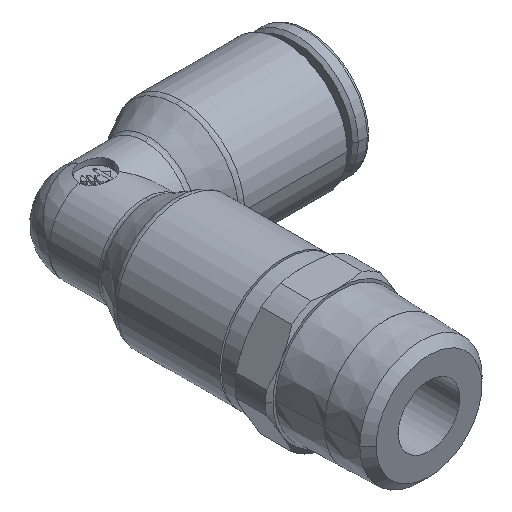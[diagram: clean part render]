
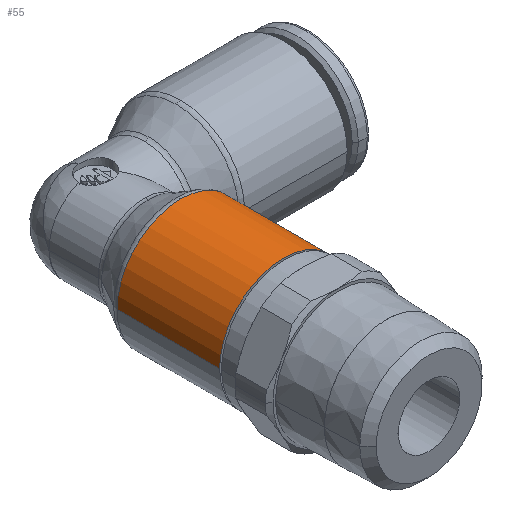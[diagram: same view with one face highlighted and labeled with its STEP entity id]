
A CAD part, isometric view. The second image highlights one B-rep face of the part: STEP entity #55.
In plain terms, the highlighted cylindrical face has radius 6.75 mm (diameter 13.5 mm), a partial arc.
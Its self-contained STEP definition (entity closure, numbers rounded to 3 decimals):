
#55=ADVANCED_FACE('',(#183),#184,.T.);
#183=FACE_OUTER_BOUND('',#433,.T.);
#184=CYLINDRICAL_SURFACE('',#434,6.75);
#433=EDGE_LOOP('',(#737,#738,#739,#740,#741));
#434=AXIS2_PLACEMENT_3D('',#742,#743,#744);
#737=ORIENTED_EDGE('',*,*,#1643,.F.);
#738=ORIENTED_EDGE('',*,*,#1644,.T.);
#739=ORIENTED_EDGE('',*,*,#1645,.T.);
#740=ORIENTED_EDGE('',*,*,#1646,.F.);
#741=ORIENTED_EDGE('',*,*,#1647,.F.);
#742=CARTESIAN_POINT('',(0.,11.32,0.003));
#743=DIRECTION('',(0.,-1.0,0.0));
#744=DIRECTION('',(1.0,0.,0.0));
#1643=EDGE_CURVE('',#1970,#1971,#1972,.T.);
#1644=EDGE_CURVE('',#1970,#1973,#1974,.T.);
#1645=EDGE_CURVE('',#1973,#1975,#1976,.T.);
#1646=EDGE_CURVE('',#1977,#1975,#1978,.T.);
#1647=EDGE_CURVE('',#1971,#1977,#1979,.T.);
#1970=VERTEX_POINT('',#2460);
#1971=VERTEX_POINT('',#2461);
#1972=LINE('',#2462,#2463);
#1973=VERTEX_POINT('',#2464);
#1974=CIRCLE('',#2465,6.75);
#1975=VERTEX_POINT('',#2466);
#1976=CIRCLE('',#2467,6.75);
#1977=VERTEX_POINT('',#2468);
#1978=LINE('',#2469,#2470);
#1979=CIRCLE('',#2471,6.75);
#2460=CARTESIAN_POINT('',(6.75,16.745,0.003));
#2461=CARTESIAN_POINT('',(6.75,5.895,0.003));
#2462=CARTESIAN_POINT('',(6.75,11.32,0.003));
#2463=VECTOR('',#3857,1.0);
#2464=CARTESIAN_POINT('',(0.,16.745,6.753));
#2465=AXIS2_PLACEMENT_3D('',#3858,#3859,#3860);
#2466=CARTESIAN_POINT('',(-6.75,16.745,0.003));
#2467=AXIS2_PLACEMENT_3D('',#3861,#3862,#3863);
#2468=CARTESIAN_POINT('',(-6.75,5.895,0.003));
#2469=CARTESIAN_POINT('',(-6.75,11.32,0.003));
#2470=VECTOR('',#3864,1.0);
#2471=AXIS2_PLACEMENT_3D('',#3865,#3866,#3867);
#3857=DIRECTION('',(0.,-1.0,0.0));
#3858=CARTESIAN_POINT('',(0.,16.745,0.003));
#3859=DIRECTION('',(0.,-1.0,0.0));
#3860=DIRECTION('',(1.0,0.,0.0));
#3861=CARTESIAN_POINT('',(0.,16.745,0.003));
#3862=DIRECTION('',(0.,-1.0,0.0));
#3863=DIRECTION('',(1.0,0.,0.0));
#3864=DIRECTION('',(0.,1.0,-0.0));
#3865=CARTESIAN_POINT('',(0.,5.895,0.003));
#3866=DIRECTION('',(0.,-1.0,0.0));
#3867=DIRECTION('',(1.0,0.,0.0));
